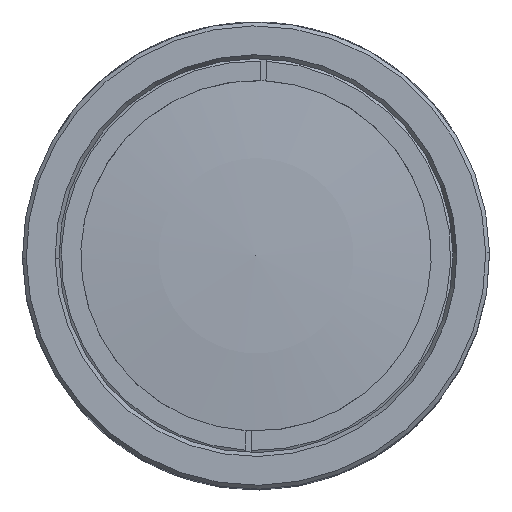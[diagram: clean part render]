
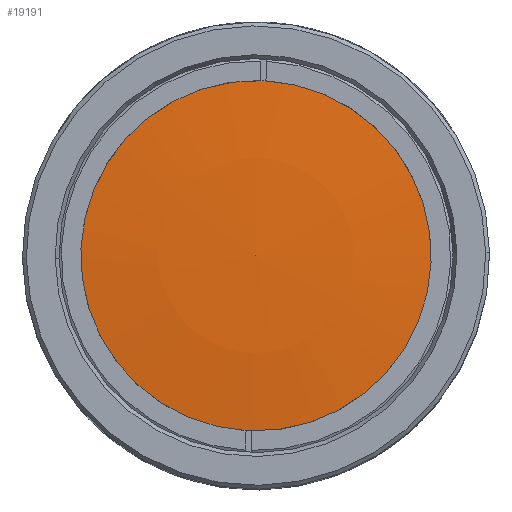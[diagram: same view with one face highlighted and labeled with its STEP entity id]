
A CAD part, top view. The second image highlights one B-rep face of the part: STEP entity #19191.
In plain terms, the highlighted spherical face has radius 128.23 mm.
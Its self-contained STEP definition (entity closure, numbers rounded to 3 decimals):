
#15525 = CARTESIAN_POINT ( 'NONE',  ( -12.7, 0., 19.369 ) ) ;
#15526 = CARTESIAN_POINT ( 'NONE',  ( 12.7, 0., 19.369 ) ) ;
#15527 = DIRECTION ( 'NONE',  ( 1., 0., 0. ) ) ;
#15528 = DIRECTION ( 'NONE',  ( 0., 0., 1. ) ) ;
#15529 = CARTESIAN_POINT ( 'NONE',  ( 0., 0., 19.369 ) ) ;
#15530 = AXIS2_PLACEMENT_3D ( 'NONE', #15529, #15528, #15527 ) ;
#15531 = CIRCLE ( 'NONE', #15530, 12.7 ) ;
#15532 = DIRECTION ( 'NONE',  ( 0., -1., 0. ) ) ;
#15533 = DIRECTION ( 'NONE',  ( 0., 0., -1. ) ) ;
#15534 = AXIS2_PLACEMENT_3D ( 'NONE', #15536, #15533, #15532 ) ;
#15535 = SPHERICAL_SURFACE ( 'NONE', #15534, 128.23 ) ;
#15536 = CARTESIAN_POINT ( 'NONE',  ( 0., 0., -108.23 ) ) ;
#15551 = FACE_OUTER_BOUND ( 'NONE', #19241, .T. ) ;
#15602 = DIRECTION ( 'NONE',  ( 1., 0., 0. ) ) ;
#15603 = DIRECTION ( 'NONE',  ( 0., 0., 1. ) ) ;
#15604 = CARTESIAN_POINT ( 'NONE',  ( 0., 0., 19.369 ) ) ;
#15605 = AXIS2_PLACEMENT_3D ( 'NONE', #15604, #15603, #15602 ) ;
#15606 = CIRCLE ( 'NONE', #15605, 12.7 ) ;
#19191 = ADVANCED_FACE ( 'NONE', ( #15551 ), #15535, .T. ) ;
#19192 = ORIENTED_EDGE ( 'NONE', *, *, #19193, .T. ) ;
#19193 = EDGE_CURVE ( 'NONE', #19194, #19195, #15531, .T. ) ;
#19194 = VERTEX_POINT ( 'NONE', #15526 ) ;
#19195 = VERTEX_POINT ( 'NONE', #15525 ) ;
#19196 = ORIENTED_EDGE ( 'NONE', *, *, #19197, .T. ) ;
#19197 = EDGE_CURVE ( 'NONE', #19195, #19194, #15606, .T. ) ;
#19241 = EDGE_LOOP ( 'NONE', ( #19192, #19196 ) ) ;
